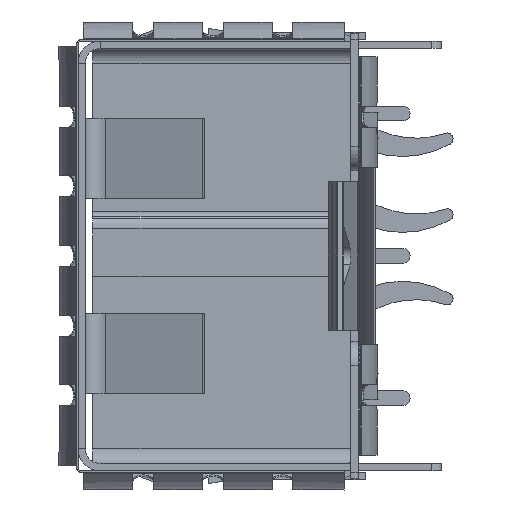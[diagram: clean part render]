
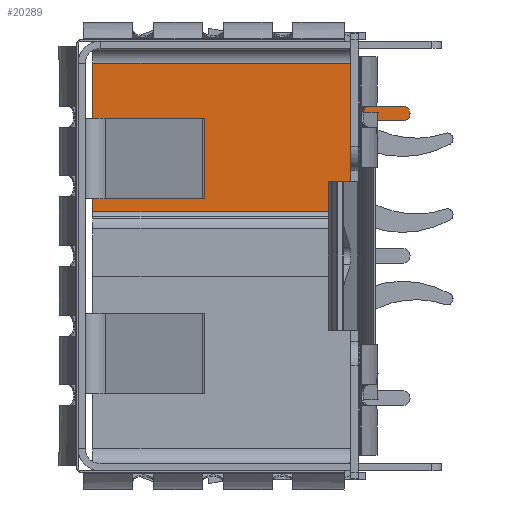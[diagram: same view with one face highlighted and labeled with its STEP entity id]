
A CAD part, left-side view. The second image highlights one B-rep face of the part: STEP entity #20289.
In plain terms, the highlighted planar face has unit normal (-1, 0, 0).
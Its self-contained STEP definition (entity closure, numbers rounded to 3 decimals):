
#14 = LINE ( 'NONE', #26124, #29578 ) ;
#63 = PLANE ( 'NONE',  #3287 ) ;
#146 = CARTESIAN_POINT ( 'NONE',  ( 24.1, 8.95, 6.5 ) ) ;
#804 = DIRECTION ( 'NONE',  ( 0., 0., 1. ) ) ;
#815 = CARTESIAN_POINT ( 'NONE',  ( 24.1, 0.25, 6.5 ) ) ;
#1002 = CARTESIAN_POINT ( 'NONE',  ( 24.1, -0.05, 4.205 ) ) ;
#1170 = VECTOR ( 'NONE', #19637, 1000. ) ;
#1255 = EDGE_CURVE ( 'NONE', #18075, #26918, #7797, .T. ) ;
#1638 = EDGE_CURVE ( 'NONE', #30265, #10044, #9328, .T. ) ;
#2165 = ORIENTED_EDGE ( 'NONE', *, *, #22164, .F. ) ;
#2392 = DIRECTION ( 'NONE',  ( 0., 1., 0. ) ) ;
#2502 = FACE_OUTER_BOUND ( 'NONE', #5606, .T. ) ;
#2555 = DIRECTION ( 'NONE',  ( -1., 0., 0. ) ) ;
#2580 = VERTEX_POINT ( 'NONE', #1002 ) ;
#2884 = ORIENTED_EDGE ( 'NONE', *, *, #30524, .F. ) ;
#3050 = VECTOR ( 'NONE', #9769, 1000. ) ;
#3287 = AXIS2_PLACEMENT_3D ( 'NONE', #17692, #2555, #22459 ) ;
#3709 = EDGE_CURVE ( 'NONE', #26918, #19150, #9171, .T. ) ;
#3921 = CARTESIAN_POINT ( 'NONE',  ( 24.1, -0.05, 4.555 ) ) ;
#4078 = VERTEX_POINT ( 'NONE', #146 ) ;
#4738 = CARTESIAN_POINT ( 'NONE',  ( 24.1, 0., 4.205 ) ) ;
#5060 = ORIENTED_EDGE ( 'NONE', *, *, #1255, .F. ) ;
#5606 = EDGE_LOOP ( 'NONE', ( #7267, #19404, #30096, #13510, #28843, #17722, #24984, #2165, #9209, #5060, #2884, #6548 ) ) ;
#6147 = EDGE_CURVE ( 'NONE', #21036, #2580, #26125, .T. ) ;
#6548 = ORIENTED_EDGE ( 'NONE', *, *, #12956, .F. ) ;
#7267 = ORIENTED_EDGE ( 'NONE', *, *, #1638, .F. ) ;
#7377 = EDGE_CURVE ( 'NONE', #17962, #32172, #13668, .T. ) ;
#7797 = LINE ( 'NONE', #32111, #1170 ) ;
#7842 = EDGE_CURVE ( 'NONE', #32172, #4078, #19467, .T. ) ;
#9052 = VECTOR ( 'NONE', #11141, 1000. ) ;
#9171 = CIRCLE ( 'NONE', #18846, 0.25 ) ;
#9209 = ORIENTED_EDGE ( 'NONE', *, *, #3709, .F. ) ;
#9213 = CARTESIAN_POINT ( 'NONE',  ( 24.1, 0.25, 5.405 ) ) ;
#9328 = LINE ( 'NONE', #23155, #17104 ) ;
#9466 = LINE ( 'NONE', #16031, #9052 ) ;
#9715 = LINE ( 'NONE', #4738, #3050 ) ;
#9769 = DIRECTION ( 'NONE',  ( 0., 1., 0. ) ) ;
#9815 = CARTESIAN_POINT ( 'NONE',  ( 24.1, -0.05, 0. ) ) ;
#9919 = LINE ( 'NONE', #9815, #16125 ) ;
#10044 = VERTEX_POINT ( 'NONE', #9213 ) ;
#11141 = DIRECTION ( 'NONE',  ( 0., 0., -1. ) ) ;
#11700 = VECTOR ( 'NONE', #804, 1000. ) ;
#11846 = DIRECTION ( 'NONE',  ( 0., 0., -1. ) ) ;
#12935 = VECTOR ( 'NONE', #28921, 1000. ) ;
#12956 = EDGE_CURVE ( 'NONE', #10044, #19000, #26218, .T. ) ;
#13510 = ORIENTED_EDGE ( 'NONE', *, *, #7377, .F. ) ;
#13668 = LINE ( 'NONE', #24904, #24952 ) ;
#15031 = EDGE_CURVE ( 'NONE', #21917, #17962, #9466, .T. ) ;
#15390 = CARTESIAN_POINT ( 'NONE',  ( 24.1, -1.5, 5.055 ) ) ;
#15699 = CARTESIAN_POINT ( 'NONE',  ( 24.1, 8.95, 7. ) ) ;
#15826 = CARTESIAN_POINT ( 'NONE',  ( 24.1, -1.5, 4.555 ) ) ;
#16031 = CARTESIAN_POINT ( 'NONE',  ( 24.1, 0.25, 1.5 ) ) ;
#16125 = VECTOR ( 'NONE', #16969, 1000. ) ;
#16969 = DIRECTION ( 'NONE',  ( 0., 0., -1. ) ) ;
#16977 = CARTESIAN_POINT ( 'NONE',  ( 24.1, 8.95, 1.5 ) ) ;
#17104 = VECTOR ( 'NONE', #21190, 1000. ) ;
#17569 = CARTESIAN_POINT ( 'NONE',  ( 24.1, 8.95, 6.5 ) ) ;
#17588 = CARTESIAN_POINT ( 'NONE',  ( 24.1, 0.25, 1.5 ) ) ;
#17609 = CARTESIAN_POINT ( 'NONE',  ( 24.1, -1.5, 4.805 ) ) ;
#17613 = CARTESIAN_POINT ( 'NONE',  ( 24.1, -0.05, 5.405 ) ) ;
#17692 = CARTESIAN_POINT ( 'NONE',  ( 24.1, 0., 0. ) ) ;
#17722 = ORIENTED_EDGE ( 'NONE', *, *, #23545, .F. ) ;
#17962 = VERTEX_POINT ( 'NONE', #17588 ) ;
#18075 = VERTEX_POINT ( 'NONE', #23098 ) ;
#18846 = AXIS2_PLACEMENT_3D ( 'NONE', #17609, #24237, #11846 ) ;
#19000 = VERTEX_POINT ( 'NONE', #17613 ) ;
#19150 = VERTEX_POINT ( 'NONE', #15826 ) ;
#19404 = ORIENTED_EDGE ( 'NONE', *, *, #31573, .F. ) ;
#19467 = LINE ( 'NONE', #15699, #11700 ) ;
#19637 = DIRECTION ( 'NONE',  ( 0., -1., 0. ) ) ;
#19655 = VECTOR ( 'NONE', #19843, 1000. ) ;
#19843 = DIRECTION ( 'NONE',  ( 0., -1., 0. ) ) ;
#20289 = ADVANCED_FACE ( 'NONE', ( #2502 ), #63, .T. ) ;
#21036 = VERTEX_POINT ( 'NONE', #3921 ) ;
#21190 = DIRECTION ( 'NONE',  ( 0., 0., -1. ) ) ;
#21472 = CARTESIAN_POINT ( 'NONE',  ( 24.1, 0.25, 4.205 ) ) ;
#21917 = VERTEX_POINT ( 'NONE', #21472 ) ;
#22164 = EDGE_CURVE ( 'NONE', #19150, #21036, #14, .T. ) ;
#22459 = DIRECTION ( 'NONE',  ( 0., 0., 1. ) ) ;
#23098 = CARTESIAN_POINT ( 'NONE',  ( 24.1, -0.05, 5.055 ) ) ;
#23155 = CARTESIAN_POINT ( 'NONE',  ( 24.1, 0.25, 1.5 ) ) ;
#23545 = EDGE_CURVE ( 'NONE', #2580, #21917, #9715, .T. ) ;
#24237 = DIRECTION ( 'NONE',  ( 1., 0., 0. ) ) ;
#24904 = CARTESIAN_POINT ( 'NONE',  ( 24.1, 8.95, 1.5 ) ) ;
#24952 = VECTOR ( 'NONE', #2392, 1000. ) ;
#24984 = ORIENTED_EDGE ( 'NONE', *, *, #6147, .F. ) ;
#26124 = CARTESIAN_POINT ( 'NONE',  ( 24.1, 0., 4.555 ) ) ;
#26125 = LINE ( 'NONE', #30999, #12935 ) ;
#26218 = LINE ( 'NONE', #26850, #19655 ) ;
#26850 = CARTESIAN_POINT ( 'NONE',  ( 24.1, 0., 5.405 ) ) ;
#26918 = VERTEX_POINT ( 'NONE', #15390 ) ;
#27401 = DIRECTION ( 'NONE',  ( 0., -1., 0. ) ) ;
#27705 = VECTOR ( 'NONE', #27401, 1000. ) ;
#28477 = LINE ( 'NONE', #17569, #27705 ) ;
#28719 = DIRECTION ( 'NONE',  ( 0., 1., 0. ) ) ;
#28843 = ORIENTED_EDGE ( 'NONE', *, *, #15031, .F. ) ;
#28921 = DIRECTION ( 'NONE',  ( 0., 0., -1. ) ) ;
#29578 = VECTOR ( 'NONE', #28719, 1000. ) ;
#30096 = ORIENTED_EDGE ( 'NONE', *, *, #7842, .F. ) ;
#30265 = VERTEX_POINT ( 'NONE', #815 ) ;
#30524 = EDGE_CURVE ( 'NONE', #19000, #18075, #9919, .T. ) ;
#30999 = CARTESIAN_POINT ( 'NONE',  ( 24.1, -0.05, 0. ) ) ;
#31573 = EDGE_CURVE ( 'NONE', #4078, #30265, #28477, .T. ) ;
#32111 = CARTESIAN_POINT ( 'NONE',  ( 24.1, 0., 5.055 ) ) ;
#32172 = VERTEX_POINT ( 'NONE', #16977 ) ;
